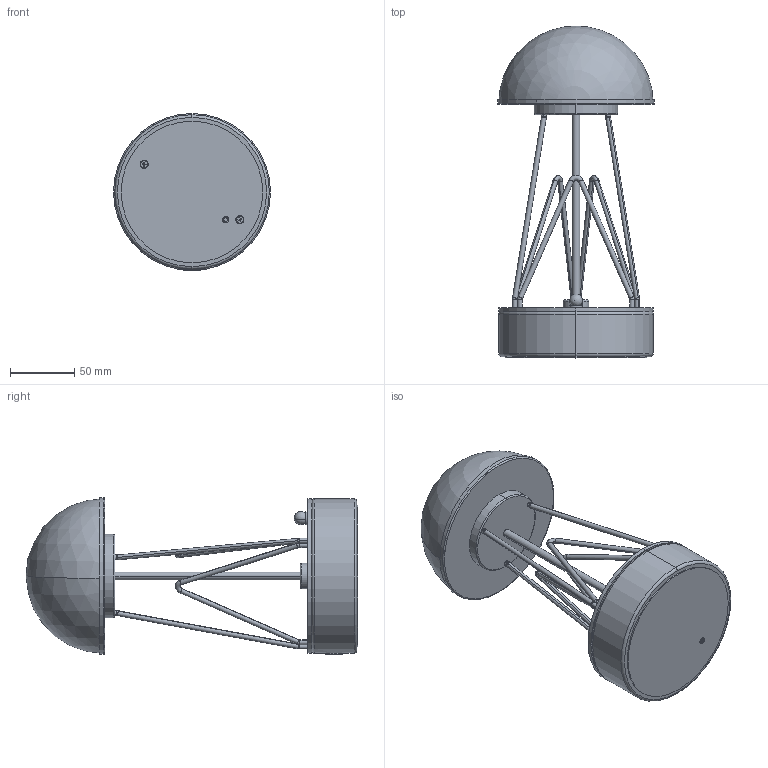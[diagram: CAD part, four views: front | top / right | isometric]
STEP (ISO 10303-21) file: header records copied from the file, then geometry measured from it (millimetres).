
FILE_DESCRIPTION (( 'STEP AP203' ), '1' );
FILE_NAME ('Tesla lamp.STEP', '2020-01-21T08:49:04', ( '' ), ( '' ), 'SwSTEP 2.0', 'SolidWorks 2018', '' );
FILE_SCHEMA (( 'CONFIG_CONTROL_DESIGN' ));
Length unit declared in the file: millimetre
Products named in the file (26): 0007-Tesla lamp-wire1; countersunk flat head cross recess screw_iso_ISO 7046-1 - M3 x 16 - Z - 16N; 0004-Tesla lamp-eletronic board; 0001-Tesla lamp-metal spinning componente for glass; 0009-Tesla lamp-messing connection2; pan head cross recess screw_iso_ISO 7045 - M2.5 x 3 - Z - 3N; 0012-Tesla lamp-glass; 0008-Tesla lamp-wire2; 0006-Tesla lamp-felt; 0015-Tesla lamp- sponge; 0003-Teslalamp-laser cut d120 h3mm iron; 0003-Tesla lamp - base with pin; Tesla lamp; 0010-Tesla lamp-Connection tube 6mm; bussola a saldare H10 M3; 0002-Tesla lamp-metal spinning component base; bussola a saldare H25 M3; 0018-Tesla lamp sponge; 0005-Tesla lamp-messing connection1; 0013-Tesla lamp-rubber non-conducter; Part4; plain washer 10669 type nl_iso_ISO 10669-1.9-N; pan head cross recess screw_iso_ISO 7045 - M3 x 4 - Z - 4N; 0011-Tesla lamp-led; pan head cross recess screw_iso_ISO 7045 - M3 x 6 - Z - 6N; 0014-Tesla lamp-touch button
Assembly tree (47 placements, depth 3):
  Tesla lamp
    0002-Tesla lamp-metal spinning component base
    0003-Tesla lamp - base with pin
      0003-Teslalamp-laser cut d120 h3mm iron
      bussola a saldare H25 M3  x2
      bussola a saldare H10 M3  x2
    0004-Tesla lamp-eletronic board
    plain washer 10669 type nl_iso_ISO 10669-1.9-N  x5
    pan head cross recess screw_iso_ISO 7045 - M3 x 4 - Z - 4N  x7
    countersunk flat head cross recess screw_iso_ISO 7046-1 - M3 x 16 - Z - 16N  x3
    0006-Tesla lamp-felt
    0007-Tesla lamp-wire1  x3
    0009-Tesla lamp-messing connection2
    pan head cross recess screw_iso_ISO 7045 - M3 x 6 - Z - 6N  x4
    0010-Tesla lamp-Connection tube 6mm
    0005-Tesla lamp-messing connection1
    0008-Tesla lamp-wire2  x3
    0011-Tesla lamp-led
    0001-Tesla lamp-metal spinning componente for glass
    0012-Tesla lamp-glass
    0013-Tesla lamp-rubber non-conducter
    0014-Tesla lamp-touch button
    pan head cross recess screw_iso_ISO 7045 - M2.5 x 3 - Z - 3N  x2
    Part4
    0015-Tesla lamp- sponge
    0018-Tesla lamp sponge
Bounding box: 122 x 258 x 122 mm (x, y, z)
Volume: 401393.8 mm3; surface area: 253050.9 mm2
Topology: 46 solids, 46 shells, 1110 faces, 2644 edges, 1606 vertices
Faces by surface type: plane 444, cylinder 317, cone 210, torus 104, sphere 32, bspline 3
Entity records: 20131 total; most frequent: CARTESIAN_POINT 4838, DIRECTION 2776, ORIENTED_EDGE 2318, AXIS2_PLACEMENT_3D 1181, EDGE_CURVE 1159, VERTEX_POINT 737, CIRCLE 637, EDGE_LOOP 594
